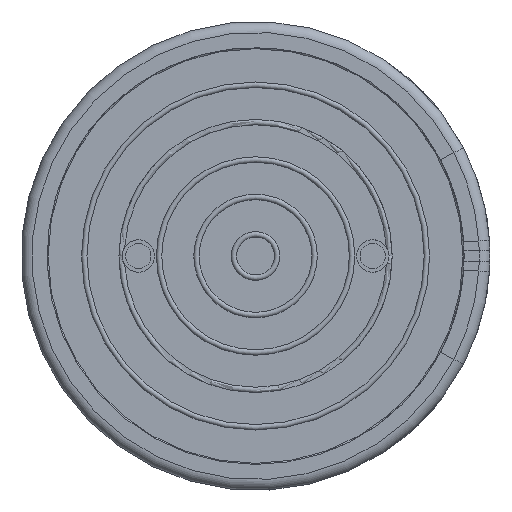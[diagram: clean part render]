
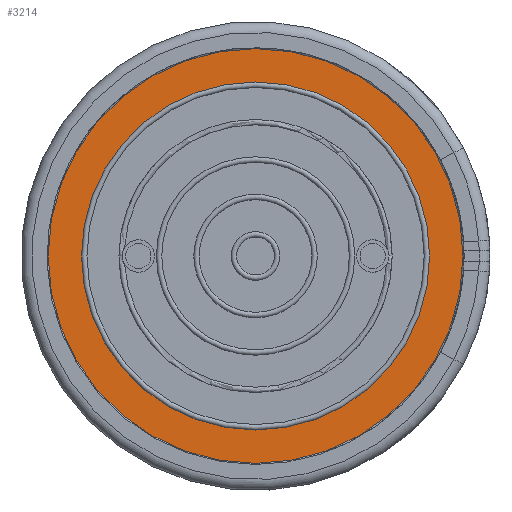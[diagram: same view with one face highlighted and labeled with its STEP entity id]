
A CAD part, front view. The second image highlights one B-rep face of the part: STEP entity #3214.
In plain terms, the highlighted planar face has unit normal (0, -1, 0).
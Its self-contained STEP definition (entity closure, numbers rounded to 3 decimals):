
#48=FACE_BOUND('',#509,.T.);
#231=PLANE('',#3590);
#354=FACE_OUTER_BOUND('',#508,.T.);
#508=EDGE_LOOP('',(#2906,#2907));
#509=EDGE_LOOP('',(#2908,#2909));
#970=CIRCLE('',#3507,5.75);
#971=CIRCLE('',#3508,5.75);
#1003=CIRCLE('',#3549,4.825);
#1004=CIRCLE('',#3550,4.825);
#1379=VERTEX_POINT('',#6297);
#1380=VERTEX_POINT('',#6299);
#1407=VERTEX_POINT('',#6377);
#1408=VERTEX_POINT('',#6378);
#1847=EDGE_CURVE('',#1379,#1380,#970,.T.);
#1848=EDGE_CURVE('',#1380,#1379,#971,.T.);
#1889=EDGE_CURVE('',#1407,#1408,#1003,.T.);
#1890=EDGE_CURVE('',#1408,#1407,#1004,.T.);
#2906=ORIENTED_EDGE('',*,*,#1848,.F.);
#2907=ORIENTED_EDGE('',*,*,#1847,.F.);
#2908=ORIENTED_EDGE('',*,*,#1889,.T.);
#2909=ORIENTED_EDGE('',*,*,#1890,.T.);
#3214=ADVANCED_FACE('',(#354,#48),#231,.T.);
#3507=AXIS2_PLACEMENT_3D('',#6300,#4258,#4259);
#3508=AXIS2_PLACEMENT_3D('',#6301,#4260,#4261);
#3549=AXIS2_PLACEMENT_3D('',#6379,#4351,#4352);
#3550=AXIS2_PLACEMENT_3D('',#6380,#4353,#4354);
#3590=AXIS2_PLACEMENT_3D('',#6453,#4444,#4445);
#4258=DIRECTION('center_axis',(0.,1.,0.));
#4259=DIRECTION('ref_axis',(1.,0.,0.));
#4260=DIRECTION('center_axis',(0.,1.,0.));
#4261=DIRECTION('ref_axis',(1.,0.,0.));
#4351=DIRECTION('center_axis',(0.,1.,0.));
#4352=DIRECTION('ref_axis',(-1.,0.,0.));
#4353=DIRECTION('center_axis',(0.,1.,0.));
#4354=DIRECTION('ref_axis',(-1.,0.,0.));
#4444=DIRECTION('center_axis',(0.,-1.,0.));
#4445=DIRECTION('ref_axis',(0.,0.,-1.));
#6297=CARTESIAN_POINT('',(-5.75,0.1,0.));
#6299=CARTESIAN_POINT('',(5.75,0.1,0.));
#6300=CARTESIAN_POINT('Origin',(0.,0.1,0.));
#6301=CARTESIAN_POINT('Origin',(0.,0.1,0.));
#6377=CARTESIAN_POINT('',(-4.825,0.1,0.));
#6378=CARTESIAN_POINT('',(4.825,0.1,0.));
#6379=CARTESIAN_POINT('Origin',(0.,0.1,0.));
#6380=CARTESIAN_POINT('Origin',(0.,0.1,0.));
#6453=CARTESIAN_POINT('Origin',(0.,0.1,0.));
